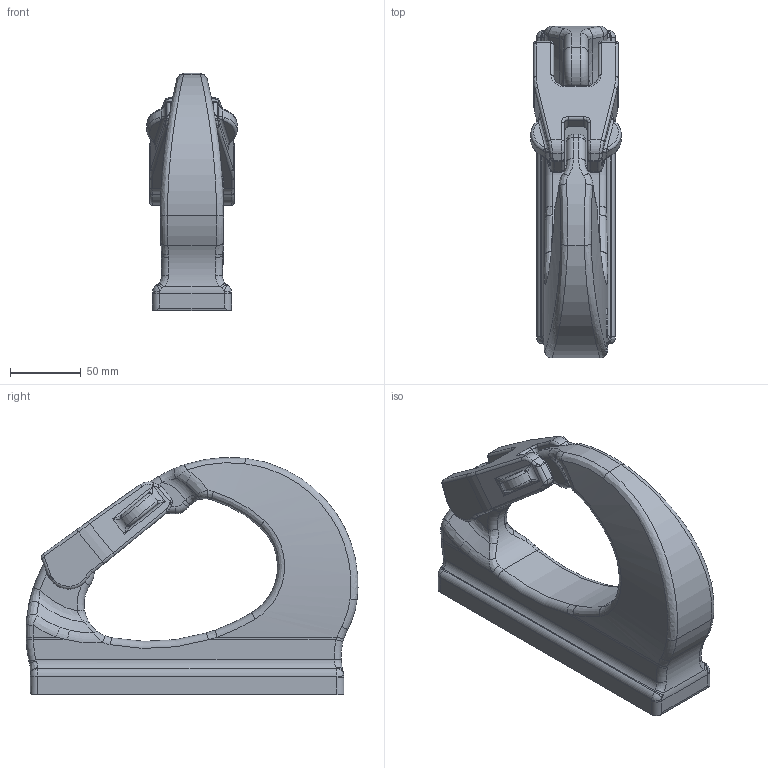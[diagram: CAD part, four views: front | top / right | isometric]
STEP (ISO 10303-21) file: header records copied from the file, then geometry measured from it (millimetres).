
FILE_DESCRIPTION(('CATIA V5 STEP Exchange'),'2;1');
FILE_NAME('8-081-10.stp','2014-04-25T08:48:32+00:00',('none'),('none'),'CATIA Version 5 Release 21 GA (IN-10)','CATIA V5 STEP AP214','none');
FILE_SCHEMA(('AUTOMOTIVE_DESIGN { 1 0 10303 214 1 1 1 1 }'));
Length unit declared in the file: millimetre
Products named in the file (1): 8-081-10
Bounding box: 64.01 x 235.11 x 168.02 mm (x, y, z)
Volume: 942362.3 mm3; surface area: 99811.7 mm2
Topology: 10 solids, 10 shells, 583 faces, 1487 edges, 914 vertices
Faces by surface type: plane 294, bspline 114, cylinder 107, torus 60, cone 4, sphere 4
Entity records: 23556 total; most frequent: CARTESIAN_POINT 10763, ORIENTED_EDGE 2950, DIRECTION 1996, EDGE_CURVE 1475, VERTEX_POINT 914, VECTOR 905, LINE 905, AXIS2_PLACEMENT_3D 658
